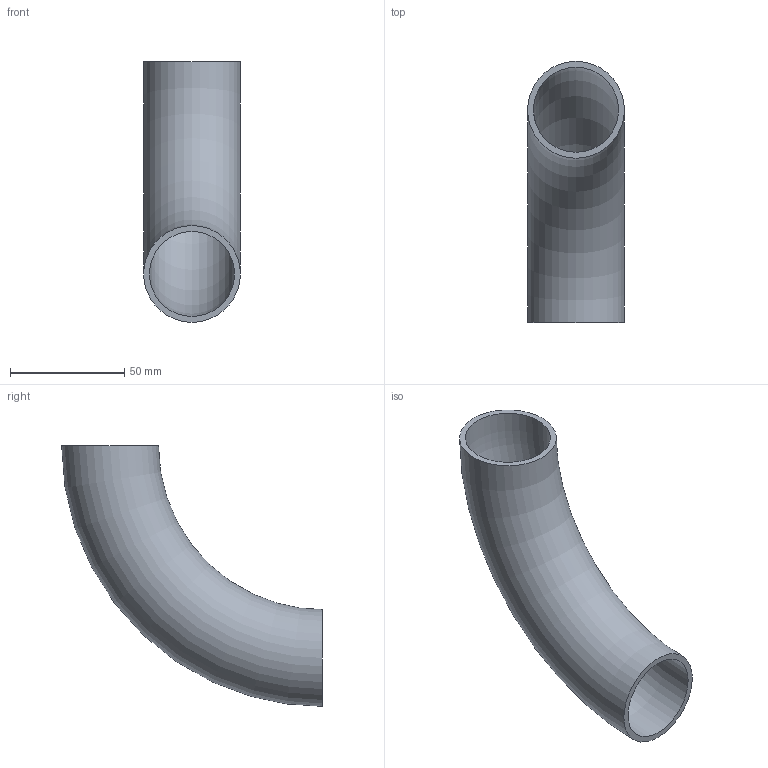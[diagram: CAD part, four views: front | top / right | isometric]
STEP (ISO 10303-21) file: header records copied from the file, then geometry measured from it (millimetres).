
FILE_DESCRIPTION (( 'STEP AP203' ), '1' );
FILE_NAME ('55203-ST.step', '2022-04-04T08:13:16', ( '' ), ( '' ), 'SwSTEP 2.0', 'SolidWorks 2018', '' );
FILE_SCHEMA (( 'CONFIG_CONTROL_DESIGN' ));
Length unit declared in the file: millimetre
Products named in the file (1): 55203-ST
Bounding box: 42.4 x 114.2 x 114.2 mm (x, y, z)
Volume: 47490.2 mm3; surface area: 37190.5 mm2
Topology: 1 solids, 1 shells, 221 faces, 597 edges, 398 vertices
Faces by surface type: bspline 108, plane 91, torus 22
Entity records: 11580 total; most frequent: CARTESIAN_POINT 7041, ORIENTED_EDGE 1190, EDGE_CURVE 595, DIRECTION 433, VERTEX_POINT 398, B_SPLINE_CURVE_WITH_KNOTS 394, EDGE_LOOP 245, FACE_OUTER_BOUND 223
